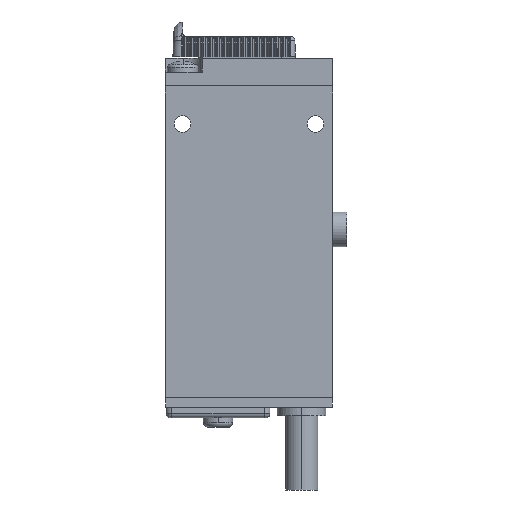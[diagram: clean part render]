
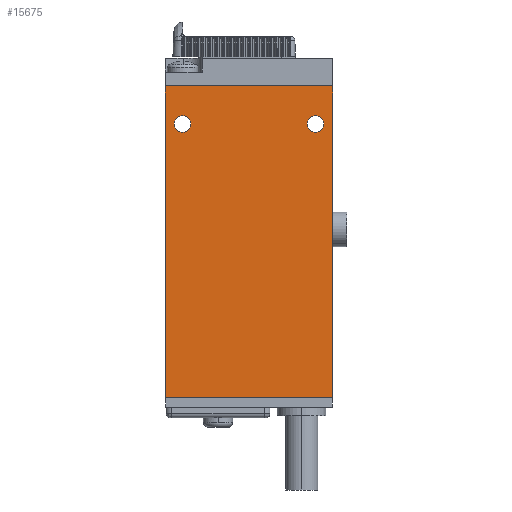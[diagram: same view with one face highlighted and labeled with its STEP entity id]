
A CAD part, left-side view. The second image highlights one B-rep face of the part: STEP entity #15675.
In plain terms, the highlighted planar face has unit normal (-1, 0, 0).
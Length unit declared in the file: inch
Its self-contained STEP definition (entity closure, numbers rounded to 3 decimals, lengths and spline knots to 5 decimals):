
#4284=DIRECTION('',(0.,0.,-1.));
#4285=VECTOR('',#4284,2.25);
#4286=CARTESIAN_POINT('',(-0.24,0.,0.));
#4287=LINE('',#4286,#4285);
#4288=DIRECTION('',(0.,1.,0.));
#4289=VECTOR('',#4288,1.21);
#4290=CARTESIAN_POINT('',(-0.24,0.,-2.25));
#4291=LINE('',#4290,#4289);
#4292=DIRECTION('',(0.,0.,1.));
#4293=VECTOR('',#4292,2.25);
#4294=CARTESIAN_POINT('',(-0.24,1.21,-2.25));
#4295=LINE('',#4294,#4293);
#4296=DIRECTION('',(0.,-1.,0.));
#4297=VECTOR('',#4296,1.21);
#4298=CARTESIAN_POINT('',(-0.24,1.21,0.));
#4299=LINE('',#4298,#4297);
#4300=CARTESIAN_POINT('',(-0.24,1.085,-0.275));
#4301=DIRECTION('',(1.,0.,0.));
#4302=DIRECTION('',(0.,0.,-1.));
#4303=AXIS2_PLACEMENT_3D('',#4300,#4301,#4302);
#4305=CARTESIAN_POINT('',(-0.24,1.085,-0.275));
#4306=DIRECTION('',(1.,0.,0.));
#4307=DIRECTION('',(0.,0.,1.));
#4308=AXIS2_PLACEMENT_3D('',#4305,#4306,#4307);
#4310=CARTESIAN_POINT('',(-0.24,0.125,-0.275));
#4311=DIRECTION('',(1.,0.,0.));
#4312=DIRECTION('',(0.,0.,-1.));
#4313=AXIS2_PLACEMENT_3D('',#4310,#4311,#4312);
#4315=CARTESIAN_POINT('',(-0.24,0.125,-0.275));
#4316=DIRECTION('',(1.,0.,0.));
#4317=DIRECTION('',(0.,0.,1.));
#4318=AXIS2_PLACEMENT_3D('',#4315,#4316,#4317);
#9114=CARTESIAN_POINT('',(-0.24,0.,0.));
#9115=CARTESIAN_POINT('',(-0.24,0.,-2.25));
#9116=VERTEX_POINT('',#9114);
#9117=VERTEX_POINT('',#9115);
#9118=CARTESIAN_POINT('',(-0.24,1.21,-2.25));
#9119=VERTEX_POINT('',#9118);
#9120=CARTESIAN_POINT('',(-0.24,1.21,0.));
#9121=VERTEX_POINT('',#9120);
#9138=CARTESIAN_POINT('',(-0.24,1.085,-0.335));
#9139=CARTESIAN_POINT('',(-0.24,1.085,-0.215));
#9140=VERTEX_POINT('',#9138);
#9141=VERTEX_POINT('',#9139);
#9142=CARTESIAN_POINT('',(-0.24,0.125,-0.335));
#9143=CARTESIAN_POINT('',(-0.24,0.125,-0.215));
#9144=VERTEX_POINT('',#9142);
#9145=VERTEX_POINT('',#9143);
#15649=CARTESIAN_POINT('',(-0.24,0.,0.));
#15650=DIRECTION('',(1.,0.,0.));
#15651=DIRECTION('',(0.,0.,-1.));
#15652=AXIS2_PLACEMENT_3D('',#15649,#15650,#15651);
#15653=PLANE('',#15652);
#15655=ORIENTED_EDGE('',*,*,#15654,.T.);
#15657=ORIENTED_EDGE('',*,*,#15656,.T.);
#15659=ORIENTED_EDGE('',*,*,#15658,.T.);
#15660=ORIENTED_EDGE('',*,*,#15629,.T.);
#15661=EDGE_LOOP('',(#15655,#15657,#15659,#15660));
#15662=FACE_OUTER_BOUND('',#15661,.F.);
#15664=ORIENTED_EDGE('',*,*,#15663,.F.);
#15666=ORIENTED_EDGE('',*,*,#15665,.F.);
#15667=EDGE_LOOP('',(#15664,#15666));
#15668=FACE_BOUND('',#15667,.F.);
#15670=ORIENTED_EDGE('',*,*,#15669,.F.);
#15672=ORIENTED_EDGE('',*,*,#15671,.F.);
#15673=EDGE_LOOP('',(#15670,#15672));
#15674=FACE_BOUND('',#15673,.F.);
#15675=ADVANCED_FACE('',(#15662,#15668,#15674),#15653,.F.);
#4304=CIRCLE('',#4303,0.06);
#4309=CIRCLE('',#4308,0.06);
#4314=CIRCLE('',#4313,0.06);
#4319=CIRCLE('',#4318,0.06);
#15629=EDGE_CURVE('',#9121,#9116,#4299,.T.);
#15654=EDGE_CURVE('',#9116,#9117,#4287,.T.);
#15656=EDGE_CURVE('',#9117,#9119,#4291,.T.);
#15658=EDGE_CURVE('',#9119,#9121,#4295,.T.);
#15663=EDGE_CURVE('',#9140,#9141,#4304,.T.);
#15665=EDGE_CURVE('',#9141,#9140,#4309,.T.);
#15669=EDGE_CURVE('',#9144,#9145,#4314,.T.);
#15671=EDGE_CURVE('',#9145,#9144,#4319,.T.);
